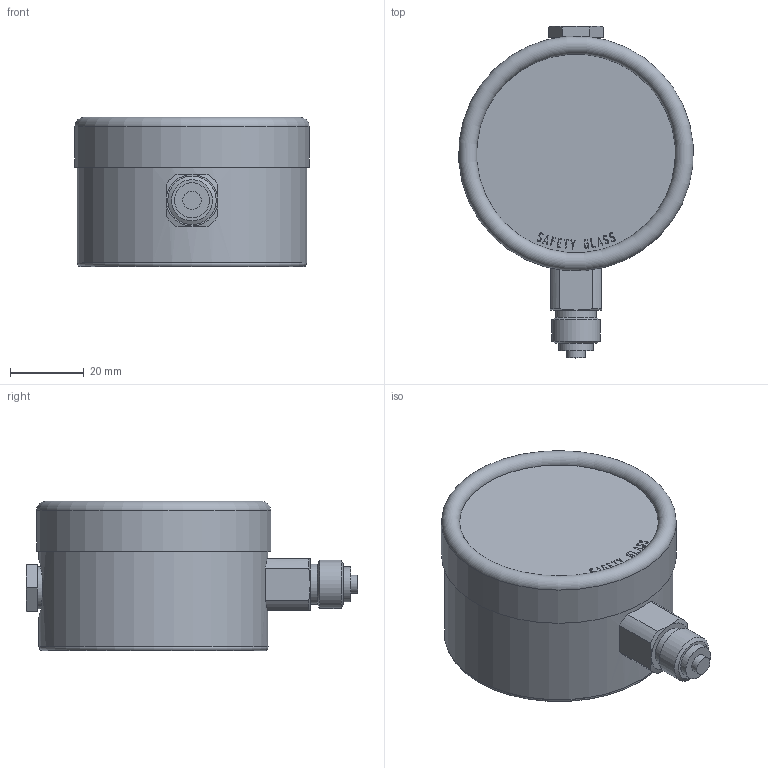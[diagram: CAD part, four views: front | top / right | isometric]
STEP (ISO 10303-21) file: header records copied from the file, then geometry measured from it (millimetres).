
FILE_DESCRIPTION(/* description */ (''),/* implementation_level */ '2;1');
FILE_NAME(/* name */ 'RF63Si_D402_854XX402.stp',/* time_stamp */ '2018-01-31T11:53:27+01:00',/* author */ ('acgl'),/* organization */ (''),/* preprocessor_version */ 'ST-DEVELOPER v15.6',/* originating_system */ 'Autodesk Inventor 2015',/* authorisation */ '');
FILE_SCHEMA (('AUTOMOTIVE_DESIGN { 1 0 10303 214 3 1 1 }'));
Length unit declared in the file: centimetre
Products named in the file (1): RF63Si_D402_854XX402
Bounding box: 63.6 x 90.15 x 40.5 mm (x, y, z)
Volume: 123103.3 mm3; surface area: 15755.5 mm2
Topology: 1 solids, 1 shells, 234 faces, 631 edges, 417 vertices
Faces by surface type: bspline 119, plane 90, cone 12, cylinder 11, torus 2
Full cylindrical faces by diameter (mm): 5 x1, 9.5 x1, 11 x1, 11.4 x1, 13.157 x1, 62.3 x1, 63.8 x1
Entity records: 7972 total; most frequent: CARTESIAN_POINT 2749, ORIENTED_EDGE 1232, EDGE_CURVE 616, DIRECTION 616, VERTEX_POINT 414, LINE 310, VECTOR 310, EDGE_LOOP 264
